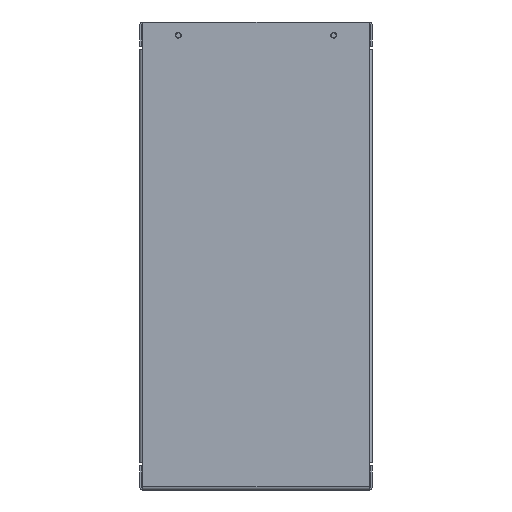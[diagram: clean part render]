
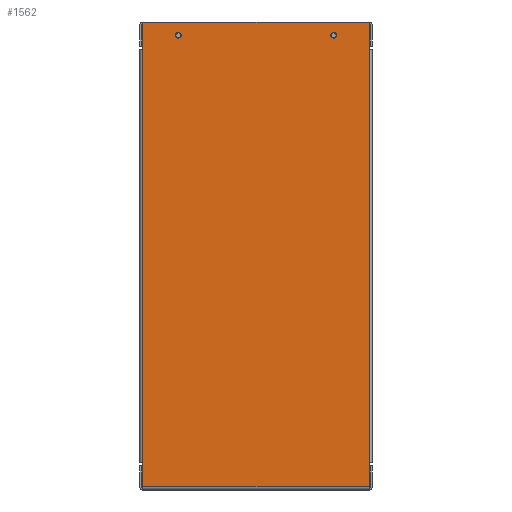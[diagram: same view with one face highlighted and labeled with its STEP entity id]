
A CAD part, front view. The second image highlights one B-rep face of the part: STEP entity #1562.
In plain terms, the highlighted planar face has unit normal (0, -1, 0).
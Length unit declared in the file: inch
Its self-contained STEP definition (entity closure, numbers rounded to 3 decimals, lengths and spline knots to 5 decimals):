
#38 = VERTEX_POINT ( 'NONE', #4972 ) ;
#70 = VECTOR ( 'NONE', #5450, 39.37008 ) ;
#320 = ORIENTED_EDGE ( 'NONE', *, *, #1205, .T. ) ;
#356 = LINE ( 'NONE', #3535, #1650 ) ;
#510 = DIRECTION ( 'NONE',  ( 0., 1., 0. ) ) ;
#649 = ORIENTED_EDGE ( 'NONE', *, *, #2597, .T. ) ;
#655 = VECTOR ( 'NONE', #4947, 39.37008 ) ;
#719 = VERTEX_POINT ( 'NONE', #1823 ) ;
#722 = CARTESIAN_POINT ( 'NONE',  ( 2.914, -5.95975, 6.03125 ) ) ;
#794 = DIRECTION ( 'NONE',  ( 0., 0., -1. ) ) ;
#819 = AXIS2_PLACEMENT_3D ( 'NONE', #1488, #510, #4130 ) ;
#856 = CARTESIAN_POINT ( 'NONE',  ( -2., -5.95975, 5.69025 ) ) ;
#885 = FACE_BOUND ( 'NONE', #5014, .T. ) ;
#939 = VECTOR ( 'NONE', #4304, 39.37008 ) ;
#943 = CARTESIAN_POINT ( 'NONE',  ( -2.914, -5.95975, -5.94525 ) ) ;
#1016 = VERTEX_POINT ( 'NONE', #4817 ) ;
#1039 = EDGE_LOOP ( 'NONE', ( #4981 ) ) ;
#1115 = CARTESIAN_POINT ( 'NONE',  ( -2.914, -5.95975, -5.94525 ) ) ;
#1205 = EDGE_CURVE ( 'NONE', #3174, #1974, #3178, .T. ) ;
#1228 = VECTOR ( 'NONE', #1778, 39.37008 ) ;
#1260 = LINE ( 'NONE', #2669, #1228 ) ;
#1278 = LINE ( 'NONE', #5441, #2100 ) ;
#1342 = FACE_OUTER_BOUND ( 'NONE', #4535, .T. ) ;
#1448 = CARTESIAN_POINT ( 'NONE',  ( -2.914, -5.95975, 6.03125 ) ) ;
#1488 = CARTESIAN_POINT ( 'NONE',  ( 2., -5.95975, 5.69025 ) ) ;
#1500 = CARTESIAN_POINT ( 'NONE',  ( -2.914, -5.95975, 6.03125 ) ) ;
#1562 = ADVANCED_FACE ( 'NONE', ( #1342, #885, #3661 ), #4529, .T. ) ;
#1598 = DIRECTION ( 'NONE',  ( 0., 0., 1. ) ) ;
#1650 = VECTOR ( 'NONE', #2197, 39.37008 ) ;
#1733 = LINE ( 'NONE', #943, #655 ) ;
#1772 = EDGE_CURVE ( 'NONE', #3640, #3640, #2054, .T. ) ;
#1778 = DIRECTION ( 'NONE',  ( -1., 0., 0. ) ) ;
#1823 = CARTESIAN_POINT ( 'NONE',  ( -2.914, -5.95975, -5.94525 ) ) ;
#1892 = CARTESIAN_POINT ( 'NONE',  ( -2., -5.95975, 5.61775 ) ) ;
#1974 = VERTEX_POINT ( 'NONE', #3322 ) ;
#2029 = DIRECTION ( 'NONE',  ( 1., 0., 0. ) ) ;
#2054 = CIRCLE ( 'NONE', #5282, 0.0725 ) ;
#2100 = VECTOR ( 'NONE', #3993, 39.37008 ) ;
#2197 = DIRECTION ( 'NONE',  ( 0., 0., 1. ) ) ;
#2232 = DIRECTION ( 'NONE',  ( 0., 1., 0. ) ) ;
#2271 = ORIENTED_EDGE ( 'NONE', *, *, #5393, .T. ) ;
#2313 = EDGE_CURVE ( 'NONE', #3676, #3676, #4257, .T. ) ;
#2363 = VERTEX_POINT ( 'NONE', #3916 ) ;
#2389 = LINE ( 'NONE', #1115, #5028 ) ;
#2597 = EDGE_CURVE ( 'NONE', #1974, #719, #1733, .T. ) ;
#2669 = CARTESIAN_POINT ( 'NONE',  ( -2.914, -5.95975, 6.03125 ) ) ;
#2938 = CARTESIAN_POINT ( 'NONE',  ( -2.914, -5.95975, 5.33525 ) ) ;
#3013 = ORIENTED_EDGE ( 'NONE', *, *, #3228, .T. ) ;
#3174 = VERTEX_POINT ( 'NONE', #2938 ) ;
#3178 = LINE ( 'NONE', #1448, #70 ) ;
#3228 = EDGE_CURVE ( 'NONE', #719, #5706, #2389, .T. ) ;
#3263 = ORIENTED_EDGE ( 'NONE', *, *, #4684, .T. ) ;
#3322 = CARTESIAN_POINT ( 'NONE',  ( -2.914, -5.95975, -5.33525 ) ) ;
#3518 = ORIENTED_EDGE ( 'NONE', *, *, #5747, .T. ) ;
#3535 = CARTESIAN_POINT ( 'NONE',  ( 2.914, -5.95975, -5.97425 ) ) ;
#3640 = VERTEX_POINT ( 'NONE', #1892 ) ;
#3654 = AXIS2_PLACEMENT_3D ( 'NONE', #1500, #4688, #5557 ) ;
#3661 = FACE_BOUND ( 'NONE', #1039, .T. ) ;
#3676 = VERTEX_POINT ( 'NONE', #4095 ) ;
#3833 = EDGE_CURVE ( 'NONE', #3174, #38, #4392, .T. ) ;
#3881 = VERTEX_POINT ( 'NONE', #4568 ) ;
#3916 = CARTESIAN_POINT ( 'NONE',  ( 2.914, -5.95975, -5.33525 ) ) ;
#3934 = ORIENTED_EDGE ( 'NONE', *, *, #3833, .F. ) ;
#3993 = DIRECTION ( 'NONE',  ( 0., 0., 1. ) ) ;
#4095 = CARTESIAN_POINT ( 'NONE',  ( 2., -5.95975, 5.61775 ) ) ;
#4127 = EDGE_CURVE ( 'NONE', #2363, #1016, #1278, .T. ) ;
#4130 = DIRECTION ( 'NONE',  ( 0., 0., -1. ) ) ;
#4185 = ORIENTED_EDGE ( 'NONE', *, *, #1772, .T. ) ;
#4193 = VECTOR ( 'NONE', #1598, 39.37008 ) ;
#4257 = CIRCLE ( 'NONE', #819, 0.0725 ) ;
#4304 = DIRECTION ( 'NONE',  ( 0., 0., 1. ) ) ;
#4392 = LINE ( 'NONE', #5665, #4193 ) ;
#4529 = PLANE ( 'NONE',  #3654 ) ;
#4535 = EDGE_LOOP ( 'NONE', ( #3518, #4661, #3263, #2271, #3934, #320, #649, #3013 ) ) ;
#4568 = CARTESIAN_POINT ( 'NONE',  ( 2.914, -5.95975, 6.03125 ) ) ;
#4661 = ORIENTED_EDGE ( 'NONE', *, *, #4127, .T. ) ;
#4684 = EDGE_CURVE ( 'NONE', #1016, #3881, #5708, .T. ) ;
#4688 = DIRECTION ( 'NONE',  ( 0., -1., 0. ) ) ;
#4817 = CARTESIAN_POINT ( 'NONE',  ( 2.914, -5.95975, 5.33525 ) ) ;
#4947 = DIRECTION ( 'NONE',  ( 0., 0., -1. ) ) ;
#4972 = CARTESIAN_POINT ( 'NONE',  ( -2.914, -5.95975, 6.03125 ) ) ;
#4981 = ORIENTED_EDGE ( 'NONE', *, *, #2313, .T. ) ;
#5014 = EDGE_LOOP ( 'NONE', ( #4185 ) ) ;
#5028 = VECTOR ( 'NONE', #2029, 39.37008 ) ;
#5282 = AXIS2_PLACEMENT_3D ( 'NONE', #856, #2232, #794 ) ;
#5393 = EDGE_CURVE ( 'NONE', #3881, #38, #1260, .T. ) ;
#5426 = CARTESIAN_POINT ( 'NONE',  ( 2.914, -5.95975, -5.94525 ) ) ;
#5441 = CARTESIAN_POINT ( 'NONE',  ( 2.914, -5.95975, 6.03125 ) ) ;
#5450 = DIRECTION ( 'NONE',  ( 0., 0., -1. ) ) ;
#5557 = DIRECTION ( 'NONE',  ( 0., 0., -1. ) ) ;
#5665 = CARTESIAN_POINT ( 'NONE',  ( -2.914, -5.95975, -6.03125 ) ) ;
#5706 = VERTEX_POINT ( 'NONE', #5426 ) ;
#5708 = LINE ( 'NONE', #722, #939 ) ;
#5747 = EDGE_CURVE ( 'NONE', #5706, #2363, #356, .T. ) ;
